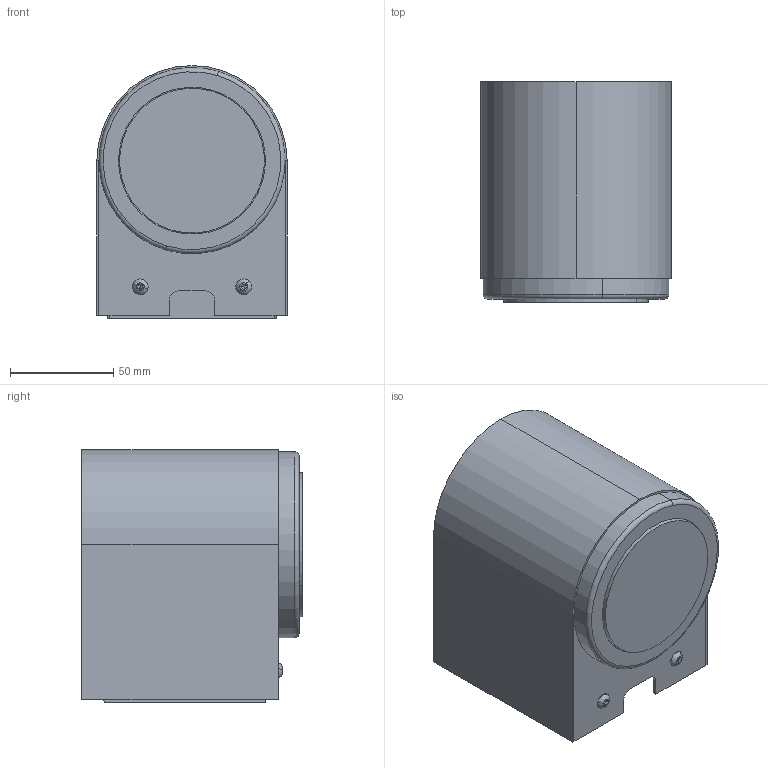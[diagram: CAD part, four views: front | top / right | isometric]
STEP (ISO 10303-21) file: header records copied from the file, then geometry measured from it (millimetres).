
FILE_DESCRIPTION (( 'STEP AP203' ), '1' );
FILE_NAME ('Mandal 1xLED.STEP', '2026-01-15T08:59:35', ( '' ), ( '' ), 'SwSTEP 2.0', 'SolidWorks 2024', '' );
FILE_SCHEMA (( 'CONFIG_CONTROL_DESIGN' ));
Length unit declared in the file: millimetre
Products named in the file (18): M121W2_Rurka 2_rs_M121W2; M121K_Pokrywa dolna_rs; M121W2_Pokr_rs_W2G; M121_Pręt_rs_W2; M121_Szybka w2_rs_Góra; Mandal 1xLED; M121K_Obud spaw_rs_Obudowa spawanie w3_kg; M121_Bla obud_rs_M121K; M121K_Przód kom_rs_W2_kg; M121_Bla 2 wzmoc_rs; M121K_Blaszka mocowania ośki; M121K_Tył spaw_rs; M121K_Tył bla_rs_w1; M94_ASKER_USZCZELKA W1 PRZEWODU_rs_w02; socket button head screw_iso_ISO 7380 - M4 x 8 - 8N; M4 nakrętka okrągła wciskana_rs; M121K_Tył kom_rs; M121K_Pokrywa dolna_rs_Z otw W2
Assembly tree (22 placements, depth 4):
  Mandal 1xLED
    M121K_Przód kom_rs_W2_kg
      M121K_Obud spaw_rs_Obudowa spawanie w3_kg
        M121_Bla obud_rs_M121K
        M121_Pręt_rs_W2
        M121W2_Pokr_rs_W2G
        M121K_Pokrywa dolna_rs
        M121K_Pokrywa dolna_rs_Z otw W2
        M4 nakrętka okrągła wciskana_rs  x2
        M121K_Blaszka mocowania ośki  x2
      M121_Szybka w2_rs_Góra
      socket button head screw_iso_ISO 7380 - M4 x 8 - 8N  x2
    M121K_Tył kom_rs
      M121K_Tył spaw_rs
        M121K_Tył bla_rs_w1
        M121W2_Rurka 2_rs_M121W2  x2
        M121_Bla 2 wzmoc_rs
      M94_ASKER_USZCZELKA W1 PRZEWODU_rs_w02  x2
Bounding box: 92 x 106.5 x 122.3 mm (x, y, z)
Volume: 111680.9 mm3; surface area: 149588.3 mm2
Topology: 18 solids, 18 shells, 1534 faces, 4192 edges, 2758 vertices
Faces by surface type: plane 1044, cone 224, cylinder 122, bspline 100, torus 40, sphere 4
Entity records: 31764 total; most frequent: CARTESIAN_POINT 8698, ORIENTED_EDGE 4610, DIRECTION 4107, EDGE_CURVE 2305, LINE 1551, VECTOR 1551, VERTEX_POINT 1511, AXIS2_PLACEMENT_3D 1278
